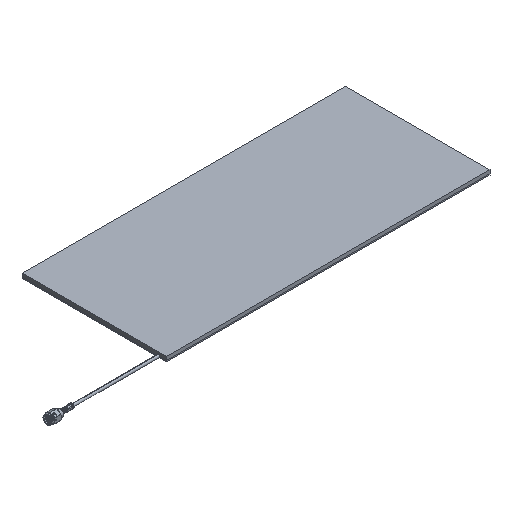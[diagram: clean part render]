
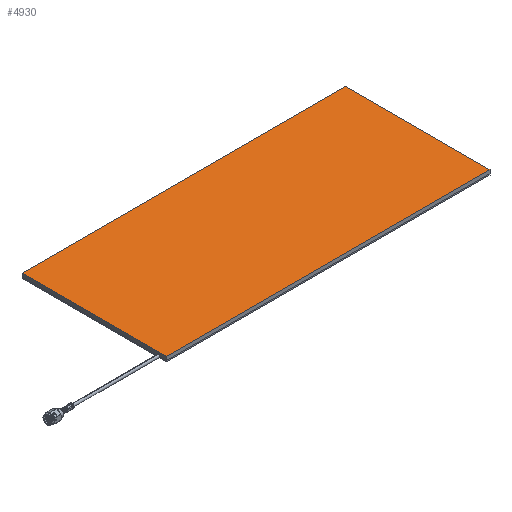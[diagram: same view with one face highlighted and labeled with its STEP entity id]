
A CAD part, isometric view. The second image highlights one B-rep face of the part: STEP entity #4930.
In plain terms, the highlighted planar face has unit normal (0, 0, 1).
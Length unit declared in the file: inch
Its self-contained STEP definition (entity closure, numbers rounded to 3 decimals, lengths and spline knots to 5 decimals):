
#280 = VECTOR ( 'NONE', #83300, 39.37008 ) ;
#4930 = ADVANCED_FACE ( 'NONE', ( #101479 ), #63689, .F. ) ;
#9092 = ORIENTED_EDGE ( 'NONE', *, *, #70460, .F. ) ;
#12358 = CARTESIAN_POINT ( 'NONE',  ( -5.51181, -2.46063, 0.15748 ) ) ;
#14305 = EDGE_CURVE ( 'NONE', #54291, #17640, #67261, .T. ) ;
#17640 = VERTEX_POINT ( 'NONE', #46270 ) ;
#27236 = VECTOR ( 'NONE', #67674, 39.37008 ) ;
#31486 = AXIS2_PLACEMENT_3D ( 'NONE', #69397, #62159, #71457 ) ;
#31664 = EDGE_CURVE ( 'NONE', #17640, #63554, #65584, .T. ) ;
#34986 = CARTESIAN_POINT ( 'NONE',  ( -16.53543, -2.46063, 0.15748 ) ) ;
#35436 = VERTEX_POINT ( 'NONE', #34986 ) ;
#41753 = VECTOR ( 'NONE', #50023, 39.37008 ) ;
#46270 = CARTESIAN_POINT ( 'NONE',  ( -5.51181, -7.38189, 0.15748 ) ) ;
#47757 = ORIENTED_EDGE ( 'NONE', *, *, #14305, .F. ) ;
#50023 = DIRECTION ( 'NONE',  ( -1., 0., 0. ) ) ;
#50424 = EDGE_CURVE ( 'NONE', #63554, #35436, #90960, .T. ) ;
#54291 = VERTEX_POINT ( 'NONE', #97813 ) ;
#59157 = CARTESIAN_POINT ( 'NONE',  ( -16.53543, -2.46063, 0.15748 ) ) ;
#62159 = DIRECTION ( 'NONE',  ( 0., 0., -1. ) ) ;
#63233 = ORIENTED_EDGE ( 'NONE', *, *, #31664, .F. ) ;
#63554 = VERTEX_POINT ( 'NONE', #80284 ) ;
#63689 = PLANE ( 'NONE',  #31486 ) ;
#64895 = ORIENTED_EDGE ( 'NONE', *, *, #50424, .F. ) ;
#65584 = LINE ( 'NONE', #88391, #41753 ) ;
#67261 = LINE ( 'NONE', #12358, #280 ) ;
#67674 = DIRECTION ( 'NONE',  ( 0., 1., 0. ) ) ;
#69397 = CARTESIAN_POINT ( 'NONE',  ( 0., 0., 0.15748 ) ) ;
#69461 = LINE ( 'NONE', #59157, #91988 ) ;
#70460 = EDGE_CURVE ( 'NONE', #35436, #54291, #69461, .T. ) ;
#71457 = DIRECTION ( 'NONE',  ( 0., -1., 0. ) ) ;
#76477 = CARTESIAN_POINT ( 'NONE',  ( -16.53543, -7.38189, 0.15748 ) ) ;
#80284 = CARTESIAN_POINT ( 'NONE',  ( -16.53543, -7.38189, 0.15748 ) ) ;
#83300 = DIRECTION ( 'NONE',  ( 0., -1., 0. ) ) ;
#85047 = EDGE_LOOP ( 'NONE', ( #63233, #47757, #9092, #64895 ) ) ;
#88391 = CARTESIAN_POINT ( 'NONE',  ( -5.51181, -7.38189, 0.15748 ) ) ;
#90730 = DIRECTION ( 'NONE',  ( 1., 0., 0. ) ) ;
#90960 = LINE ( 'NONE', #76477, #27236 ) ;
#91988 = VECTOR ( 'NONE', #90730, 39.37008 ) ;
#97813 = CARTESIAN_POINT ( 'NONE',  ( -5.51181, -2.46063, 0.15748 ) ) ;
#101479 = FACE_OUTER_BOUND ( 'NONE', #85047, .T. ) ;
